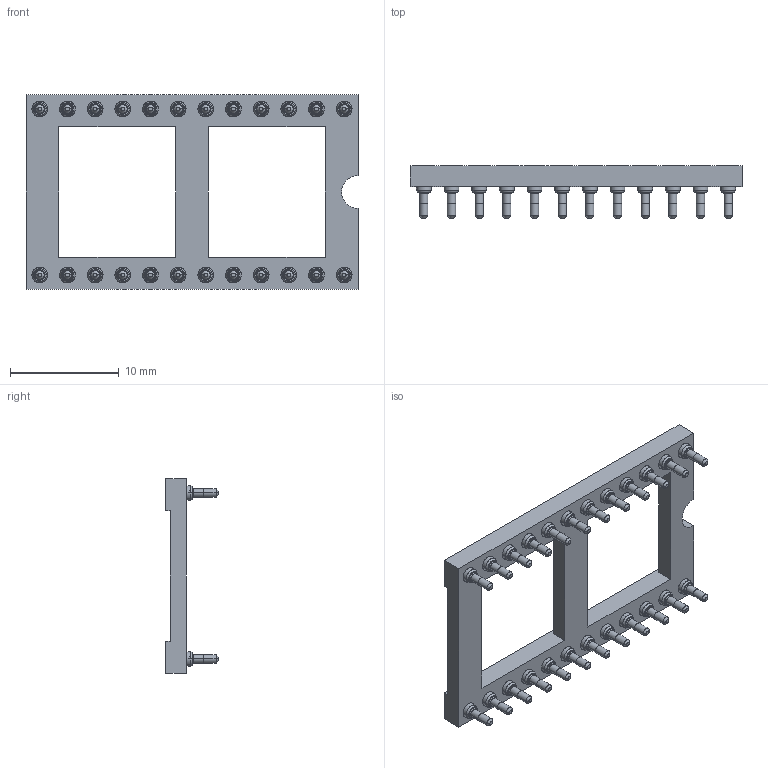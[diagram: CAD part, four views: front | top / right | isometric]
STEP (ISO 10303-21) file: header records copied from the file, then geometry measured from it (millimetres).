
FILE_DESCRIPTION( ('This file contains a STEP AP42 implementation' ,'as created by ZW3D STEP Interface translator.') ,'2;1' );
FILE_NAME( '7110-19224SXX048X1.stp' ,'231219. 92347', (''), ('ZWCAD Software Co.'), 'Version 1.0', 'ZW3D to STEP translator', '' );
FILE_SCHEMA(('AUTOMOTIVE_DESIGN { 1 0 10303 214 1 1 1 1 }'));
Length unit declared in the file: millimetre
Products named in the file (2): 0; 7110-19224SXX048X1
Bounding box: 30.48 x 4.82 x 17.82 mm (x, y, z)
Volume: 475.3 mm3; surface area: 1742.4 mm2
Topology: 1 solids, 25 shells, 1771 faces, 4497 edges, 2822 vertices
Faces by surface type: bspline 720, plane 497, cone 456, cylinder 98
Entity records: 99222 total; most frequent: CARTESIAN_POINT 65643, ORIENTED_EDGE 9186, EDGE_CURVE 4497, B_SPLINE_CURVE_WITH_KNOTS 3777, VERTEX_POINT 2822, DIRECTION 2680, EDGE_LOOP 2061, FACE_OUTER_BOUND 1771
